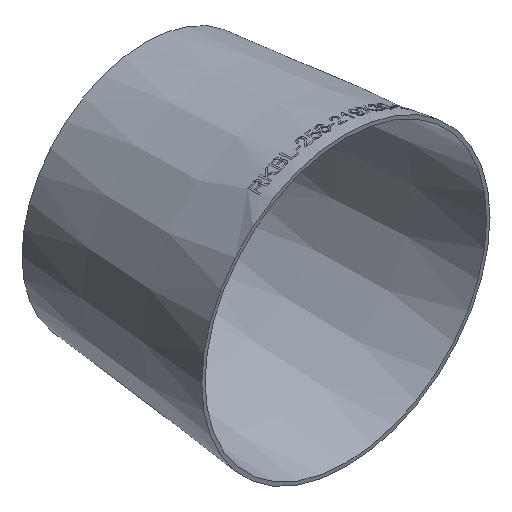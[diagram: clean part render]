
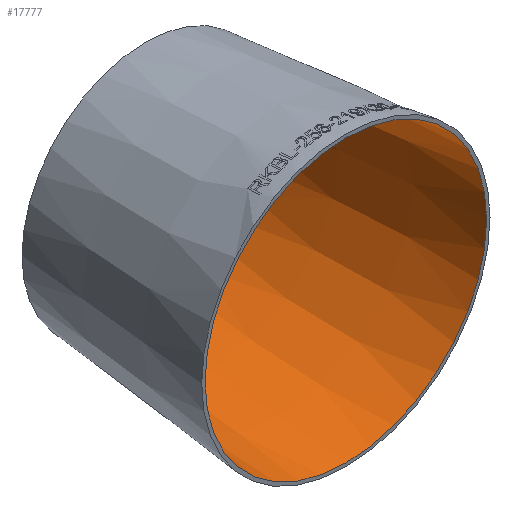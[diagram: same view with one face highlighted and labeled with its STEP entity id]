
A CAD part, isometric view. The second image highlights one B-rep face of the part: STEP entity #17777.
In plain terms, the highlighted conical face has half-angle 5.918 degrees and reference radius 124.984 mm.
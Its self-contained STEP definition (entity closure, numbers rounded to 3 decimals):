
#2095 = DIRECTION ( 'NONE',  ( 0., 0., -1. ) ) ;
#4235 = CARTESIAN_POINT ( 'NONE',  ( 0., 0., 0. ) ) ;
#5960 = DIRECTION ( 'NONE',  ( 0., -1., 0. ) ) ;
#8231 = AXIS2_PLACEMENT_3D ( 'NONE', #4235, #12944, #37659 ) ;
#9606 = CARTESIAN_POINT ( 'NONE',  ( 0., 178., -106.534 ) ) ;
#11479 = DIRECTION ( 'NONE',  ( 0., 0., -1. ) ) ;
#11984 = EDGE_CURVE ( 'NONE', #36109, #36109, #15827, .T. ) ;
#12944 = DIRECTION ( 'NONE',  ( 0., -1., 0. ) ) ;
#13380 = CONICAL_SURFACE ( 'NONE', #31677, 124.984, 0.103 ) ;
#14269 = EDGE_CURVE ( 'NONE', #18685, #18685, #26586, .T. ) ;
#15827 = CIRCLE ( 'NONE', #8231, 124.984 ) ;
#16538 = DIRECTION ( 'NONE',  ( 0., -1., 0. ) ) ;
#17777 = ADVANCED_FACE ( 'NONE', ( #18194, #20990 ), #13380, .F. ) ;
#18194 = FACE_BOUND ( 'NONE', #35278, .T. ) ;
#18685 = VERTEX_POINT ( 'NONE', #9606 ) ;
#20990 = FACE_OUTER_BOUND ( 'NONE', #23696, .T. ) ;
#21452 = ORIENTED_EDGE ( 'NONE', *, *, #11984, .T. ) ;
#23696 = EDGE_LOOP ( 'NONE', ( #21452 ) ) ;
#26586 = CIRCLE ( 'NONE', #34812, 106.534 ) ;
#27790 = CARTESIAN_POINT ( 'NONE',  ( 0., 0., -124.984 ) ) ;
#31677 = AXIS2_PLACEMENT_3D ( 'NONE', #33045, #5960, #11479 ) ;
#31957 = CARTESIAN_POINT ( 'NONE',  ( 0., 178., 0. ) ) ;
#33045 = CARTESIAN_POINT ( 'NONE',  ( 0., 0., 0. ) ) ;
#34812 = AXIS2_PLACEMENT_3D ( 'NONE', #31957, #16538, #2095 ) ;
#35278 = EDGE_LOOP ( 'NONE', ( #39120 ) ) ;
#36109 = VERTEX_POINT ( 'NONE', #27790 ) ;
#37659 = DIRECTION ( 'NONE',  ( 0., 0., -1. ) ) ;
#39120 = ORIENTED_EDGE ( 'NONE', *, *, #14269, .F. ) ;
